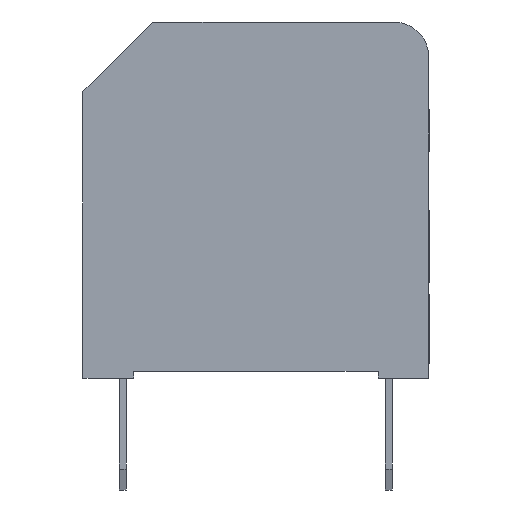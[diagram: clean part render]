
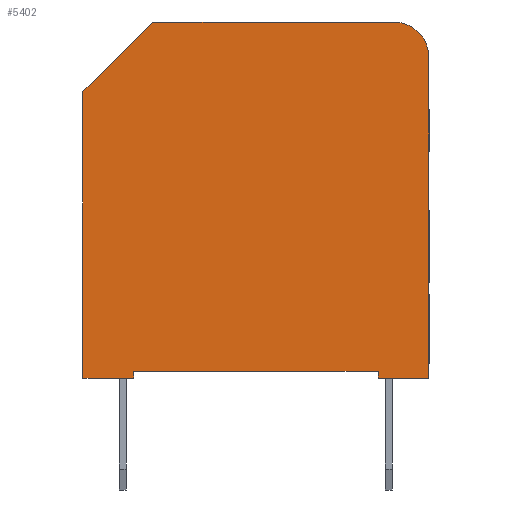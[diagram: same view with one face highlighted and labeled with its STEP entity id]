
A CAD part, left-side view. The second image highlights one B-rep face of the part: STEP entity #5402.
In plain terms, the highlighted planar face has unit normal (-1, 0, 0).
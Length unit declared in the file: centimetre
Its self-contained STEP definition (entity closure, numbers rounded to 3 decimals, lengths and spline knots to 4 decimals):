
#350=PLANE('',#5711);
#630=FACE_OUTER_BOUND('',#935,.T.);
#935=EDGE_LOOP('',(#4913,#4914,#4915,#4916,#4917,#4918,#4919,#4920,#4921,
#4922));
#1521=LINE('',#9012,#2158);
#1545=LINE('',#9061,#2182);
#1547=LINE('',#9066,#2184);
#1551=LINE('',#9071,#2188);
#1552=LINE('',#9073,#2189);
#1553=LINE('',#9077,#2190);
#1554=LINE('',#9079,#2191);
#1555=LINE('',#9081,#2192);
#1556=LINE('',#9082,#2193);
#2158=VECTOR('',#6810,1.);
#2182=VECTOR('',#6848,1.);
#2184=VECTOR('',#6852,1.);
#2188=VECTOR('',#6858,1.);
#2189=VECTOR('',#6861,1.);
#2190=VECTOR('',#6864,1.);
#2191=VECTOR('',#6865,1.);
#2192=VECTOR('',#6866,1.);
#2193=VECTOR('',#6867,1.);
#2292=CIRCLE('',#5712,0.1);
#2760=VERTEX_POINT('',#9009);
#2761=VERTEX_POINT('',#9011);
#2778=VERTEX_POINT('',#9057);
#2779=VERTEX_POINT('',#9059);
#2780=VERTEX_POINT('',#9063);
#2781=VERTEX_POINT('',#9065);
#2782=VERTEX_POINT('',#9074);
#2783=VERTEX_POINT('',#9076);
#2784=VERTEX_POINT('',#9078);
#2785=VERTEX_POINT('',#9080);
#3492=EDGE_CURVE('',#2760,#2761,#1521,.T.);
#3516=EDGE_CURVE('',#2778,#2779,#1545,.T.);
#3518=EDGE_CURVE('',#2781,#2780,#1547,.T.);
#3522=EDGE_CURVE('',#2780,#2778,#1551,.T.);
#3523=EDGE_CURVE('',#2761,#2779,#1552,.T.);
#3524=EDGE_CURVE('',#2782,#2760,#2292,.T.);
#3525=EDGE_CURVE('',#2783,#2782,#1553,.T.);
#3526=EDGE_CURVE('',#2784,#2783,#1554,.T.);
#3527=EDGE_CURVE('',#2785,#2784,#1555,.T.);
#3528=EDGE_CURVE('',#2781,#2785,#1556,.T.);
#4913=ORIENTED_EDGE('',*,*,#3518,.T.);
#4914=ORIENTED_EDGE('',*,*,#3522,.T.);
#4915=ORIENTED_EDGE('',*,*,#3516,.T.);
#4916=ORIENTED_EDGE('',*,*,#3523,.F.);
#4917=ORIENTED_EDGE('',*,*,#3492,.F.);
#4918=ORIENTED_EDGE('',*,*,#3524,.F.);
#4919=ORIENTED_EDGE('',*,*,#3525,.F.);
#4920=ORIENTED_EDGE('',*,*,#3526,.F.);
#4921=ORIENTED_EDGE('',*,*,#3527,.F.);
#4922=ORIENTED_EDGE('',*,*,#3528,.F.);
#5402=ADVANCED_FACE('',(#630),#350,.T.);
#5711=AXIS2_PLACEMENT_3D('',#9072,#6859,#6860);
#5712=AXIS2_PLACEMENT_3D('',#9075,#6862,#6863);
#6810=DIRECTION('',(0.,0.,-1.));
#6848=DIRECTION('',(0.,0.,-1.));
#6852=DIRECTION('',(0.,0.,1.));
#6858=DIRECTION('',(0.,-1.,0.));
#6859=DIRECTION('center_axis',(-1.,0.,0.));
#6860=DIRECTION('ref_axis',(0.,-1.,0.));
#6861=DIRECTION('',(0.,1.,0.));
#6862=DIRECTION('center_axis',(1.,0.,0.));
#6863=DIRECTION('ref_axis',(0.,1.,0.));
#6864=DIRECTION('',(0.,-1.,0.));
#6865=DIRECTION('',(0.,-0.707,0.707));
#6866=DIRECTION('',(0.,0.,1.));
#6867=DIRECTION('',(0.,1.,0.));
#9009=CARTESIAN_POINT('',(-0.586,-0.495,0.92));
#9011=CARTESIAN_POINT('',(-0.586,-0.495,0.));
#9012=CARTESIAN_POINT('',(-0.586,-0.495,0.92));
#9057=CARTESIAN_POINT('',(-0.586,-0.35,0.02));
#9059=CARTESIAN_POINT('',(-0.586,-0.35,0.));
#9061=CARTESIAN_POINT('',(-0.586,-0.35,0.2432));
#9063=CARTESIAN_POINT('',(-0.586,0.35,0.02));
#9065=CARTESIAN_POINT('',(-0.586,0.35,0.));
#9066=CARTESIAN_POINT('',(-0.586,0.35,0.2432));
#9071=CARTESIAN_POINT('',(-0.586,-0.0057,0.02));
#9072=CARTESIAN_POINT('Origin',(-0.586,-0.0114,0.4865));
#9073=CARTESIAN_POINT('',(-0.586,-0.495,0.));
#9074=CARTESIAN_POINT('',(-0.586,-0.395,1.02));
#9075=CARTESIAN_POINT('Origin',(-0.586,-0.395,0.92));
#9076=CARTESIAN_POINT('',(-0.586,0.295,1.02));
#9077=CARTESIAN_POINT('',(-0.586,0.295,1.02));
#9078=CARTESIAN_POINT('',(-0.586,0.495,0.82));
#9079=CARTESIAN_POINT('',(-0.586,0.495,0.82));
#9080=CARTESIAN_POINT('',(-0.586,0.495,0.));
#9081=CARTESIAN_POINT('',(-0.586,0.495,0.));
#9082=CARTESIAN_POINT('',(-0.586,-0.495,0.));
